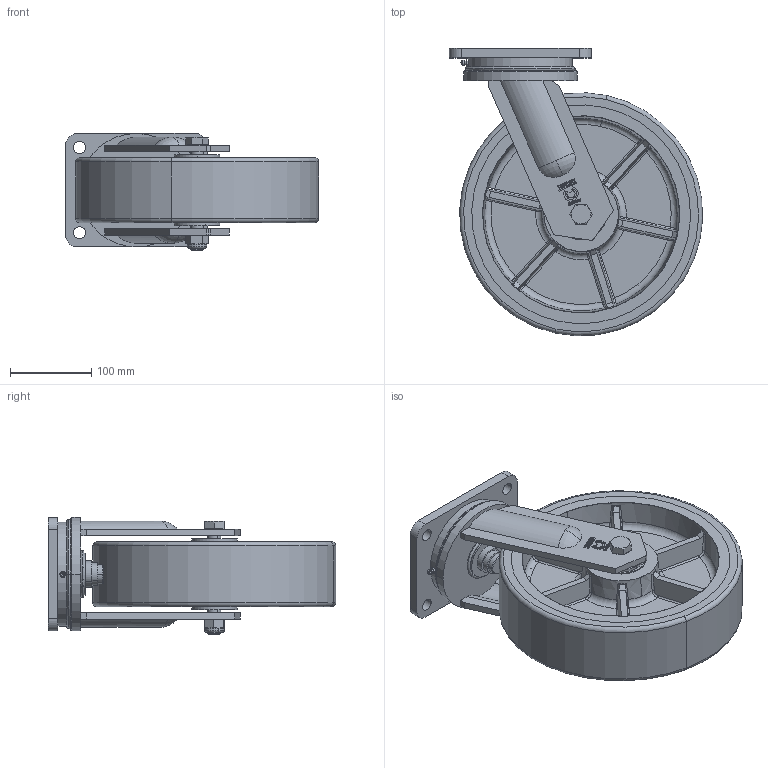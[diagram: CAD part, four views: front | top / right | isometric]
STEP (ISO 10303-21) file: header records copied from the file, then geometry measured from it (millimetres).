
FILE_DESCRIPTION (( 'STEP AP214' ), '1' );
FILE_NAME ('0010123.step', '2023-03-16T12:13:44', ( '' ), ( '' ), 'SwSTEP 2.0', 'SolidWorks 2020', '' );
FILE_SCHEMA (( 'AUTOMOTIVE_DESIGN' ));
Length unit declared in the file: millimetre
Products named in the file (1): 0010123
Bounding box: 312.37 x 354.87 x 144.5 mm (x, y, z)
Surface area: 624273.9 mm2 (no closed solid volume)
Topology: 0 solids, 36 shells, 514 faces, 1987 edges, 1496 vertices
Faces by surface type: plane 172, bspline 108, cylinder 88, torus 74, cone 68, sphere 4
Entity records: 34220 total; most frequent: CARTESIAN_POINT 14438, ORIENTED_EDGE 3053, DIRECTION 2195, EDGE_CURVE 1983, VERTEX_POINT 1494, B_SPLINE_CURVE_WITH_KNOTS 1040, AXIS2_PLACEMENT_3D 901, EDGE_LOOP 591
